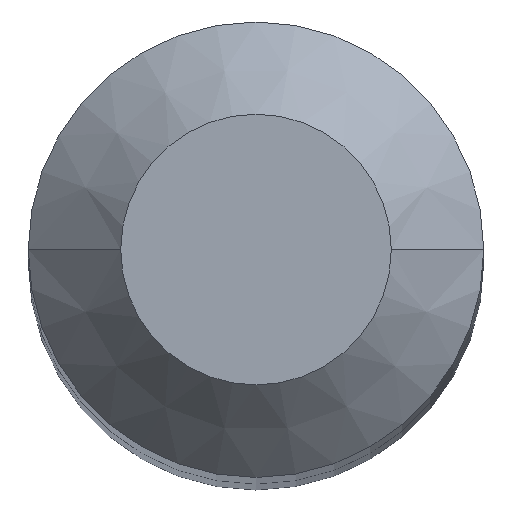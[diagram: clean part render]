
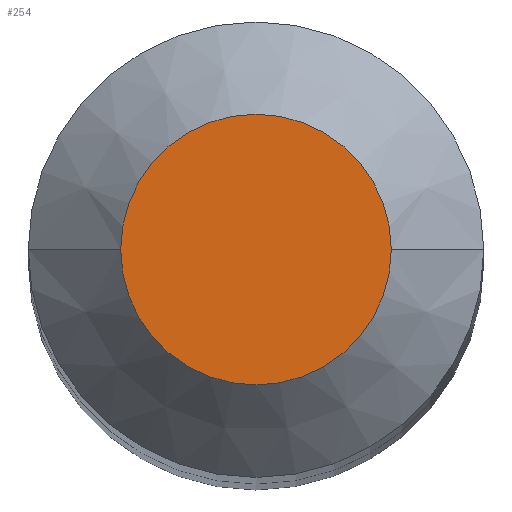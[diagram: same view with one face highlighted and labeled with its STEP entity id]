
A CAD part, top view. The second image highlights one B-rep face of the part: STEP entity #254.
In plain terms, the highlighted planar face has unit normal (0, 0, 1).
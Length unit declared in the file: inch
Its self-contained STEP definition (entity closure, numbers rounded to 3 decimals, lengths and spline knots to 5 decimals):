
#28 = DIRECTION ( 'NONE',  ( 1., 0., 0. ) ) ;
#34 = CARTESIAN_POINT ( 'NONE',  ( 0.04575, 0., 0. ) ) ;
#96 = CIRCLE ( 'NONE', #119, 0.04575 ) ;
#101 = EDGE_LOOP ( 'NONE', ( #389, #258 ) ) ;
#108 = EDGE_CURVE ( 'NONE', #268, #256, #96, .T. ) ;
#115 = CARTESIAN_POINT ( 'NONE',  ( 0., 0., 0. ) ) ;
#117 = DIRECTION ( 'NONE',  ( 0., 0., -1. ) ) ;
#119 = AXIS2_PLACEMENT_3D ( 'NONE', #285, #357, #289 ) ;
#149 = DIRECTION ( 'NONE',  ( 0., 0., 1. ) ) ;
#173 = AXIS2_PLACEMENT_3D ( 'NONE', #115, #149, #28 ) ;
#180 = CARTESIAN_POINT ( 'NONE',  ( 0., 0., 0. ) ) ;
#214 = CIRCLE ( 'NONE', #173, 0.04575 ) ;
#245 = FACE_OUTER_BOUND ( 'NONE', #101, .T. ) ;
#254 = ADVANCED_FACE ( 'NONE', ( #245 ), #269, .F. ) ;
#256 = VERTEX_POINT ( 'NONE', #34 ) ;
#258 = ORIENTED_EDGE ( 'NONE', *, *, #272, .T. ) ;
#268 = VERTEX_POINT ( 'NONE', #326 ) ;
#269 = PLANE ( 'NONE',  #373 ) ;
#272 = EDGE_CURVE ( 'NONE', #256, #268, #214, .T. ) ;
#285 = CARTESIAN_POINT ( 'NONE',  ( 0., 0., 0. ) ) ;
#289 = DIRECTION ( 'NONE',  ( 1., 0., 0. ) ) ;
#326 = CARTESIAN_POINT ( 'NONE',  ( -0.04575, 0., 0. ) ) ;
#330 = DIRECTION ( 'NONE',  ( -1., 0., 0. ) ) ;
#357 = DIRECTION ( 'NONE',  ( 0., 0., 1. ) ) ;
#373 = AXIS2_PLACEMENT_3D ( 'NONE', #180, #117, #330 ) ;
#389 = ORIENTED_EDGE ( 'NONE', *, *, #108, .T. ) ;
